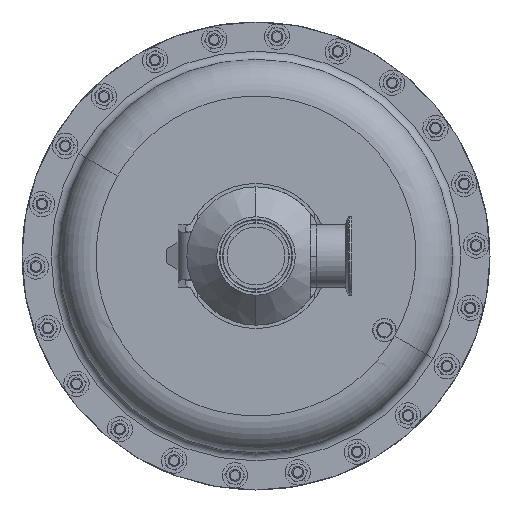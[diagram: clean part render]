
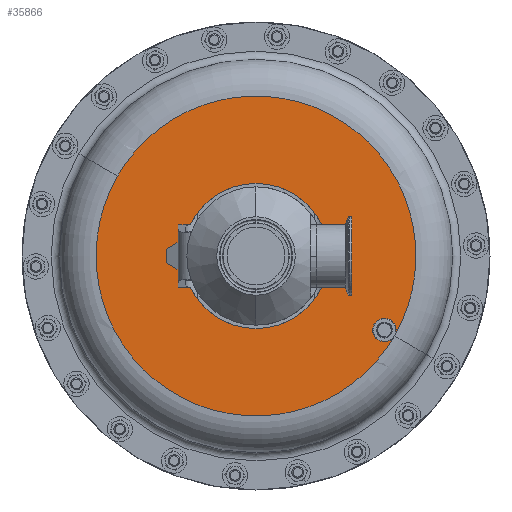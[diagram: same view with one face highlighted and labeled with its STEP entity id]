
A CAD part, front view. The second image highlights one B-rep face of the part: STEP entity #35866.
In plain terms, the highlighted planar face has unit normal (0, -1, 0).
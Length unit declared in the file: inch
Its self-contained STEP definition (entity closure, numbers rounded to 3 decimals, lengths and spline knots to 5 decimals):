
#1782 = CIRCLE ( 'NONE', #26188, 2.325 ) ;
#2511 = AXIS2_PLACEMENT_3D ( 'NONE', #29661, #7247, #45023 ) ;
#2856 = DIRECTION ( 'NONE',  ( 0.866, 0., -0.5 ) ) ;
#3336 = DIRECTION ( 'NONE',  ( 0., -1., 0. ) ) ;
#4391 = EDGE_CURVE ( 'NONE', #40145, #31243, #30011, .T. ) ;
#4698 = ORIENTED_EDGE ( 'NONE', *, *, #42376, .F. ) ;
#5496 = AXIS2_PLACEMENT_3D ( 'NONE', #47308, #17703, #21448 ) ;
#6816 = CARTESIAN_POINT ( 'NONE',  ( 4.13428, 9.66, -2.74943 ) ) ;
#6851 = CIRCLE ( 'NONE', #29308, 5.125 ) ;
#7247 = DIRECTION ( 'NONE',  ( 0., -1., 0. ) ) ;
#8072 = VERTEX_POINT ( 'NONE', #30010 ) ;
#8662 = EDGE_CURVE ( 'NONE', #31243, #12939, #14510, .T. ) ;
#10392 = ORIENTED_EDGE ( 'NONE', *, *, #4391, .T. ) ;
#10604 = EDGE_LOOP ( 'NONE', ( #23176, #27270, #47408, #10392, #32487 ) ) ;
#12923 = DIRECTION ( 'NONE',  ( 0., 1., 0. ) ) ;
#12939 = VERTEX_POINT ( 'NONE', #6816 ) ;
#13238 = PLANE ( 'NONE',  #38055 ) ;
#13725 = DIRECTION ( 'NONE',  ( 0., -1., 0. ) ) ;
#14277 = CARTESIAN_POINT ( 'NONE',  ( 4.11362, 9.66, -2.375 ) ) ;
#14313 = FACE_BOUND ( 'NONE', #45639, .T. ) ;
#14510 = CIRCLE ( 'NONE', #37291, 0.375 ) ;
#15025 = ORIENTED_EDGE ( 'NONE', *, *, #40284, .F. ) ;
#15745 = CIRCLE ( 'NONE', #2511, 2.325 ) ;
#17233 = EDGE_CURVE ( 'NONE', #31243, #17358, #6851, .T. ) ;
#17358 = VERTEX_POINT ( 'NONE', #21051 ) ;
#17439 = CARTESIAN_POINT ( 'NONE',  ( 4.09296, 9.66, -2.00057 ) ) ;
#17445 = EDGE_CURVE ( 'NONE', #17358, #31243, #28449, .T. ) ;
#17618 = DIRECTION ( 'NONE',  ( 0., 0., -1. ) ) ;
#17703 = DIRECTION ( 'NONE',  ( 0., 1., 0. ) ) ;
#18284 = CARTESIAN_POINT ( 'NONE',  ( 4.11362, 9.66, -2.375 ) ) ;
#21051 = CARTESIAN_POINT ( 'NONE',  ( -4.43838, 9.66, 2.5625 ) ) ;
#21448 = DIRECTION ( 'NONE',  ( 0.055, 0., -0.998 ) ) ;
#21673 = CARTESIAN_POINT ( 'NONE',  ( 0., 9.66, 0. ) ) ;
#23176 = ORIENTED_EDGE ( 'NONE', *, *, #17233, .F. ) ;
#23592 = AXIS2_PLACEMENT_3D ( 'NONE', #14277, #43861, #28821 ) ;
#24913 = CARTESIAN_POINT ( 'NONE',  ( 4.43838, 9.66, -2.5625 ) ) ;
#26188 = AXIS2_PLACEMENT_3D ( 'NONE', #44089, #3336, #17618 ) ;
#27270 = ORIENTED_EDGE ( 'NONE', *, *, #8662, .T. ) ;
#28449 = CIRCLE ( 'NONE', #36831, 5.125 ) ;
#28758 = CIRCLE ( 'NONE', #23592, 0.375 ) ;
#28821 = DIRECTION ( 'NONE',  ( 0.055, 0., -0.998 ) ) ;
#29308 = AXIS2_PLACEMENT_3D ( 'NONE', #35298, #12923, #42821 ) ;
#29362 = DIRECTION ( 'NONE',  ( 0., 1., 0. ) ) ;
#29539 = DIRECTION ( 'NONE',  ( 0.055, 0., -0.998 ) ) ;
#29661 = CARTESIAN_POINT ( 'NONE',  ( 0., 9.66, 0. ) ) ;
#30010 = CARTESIAN_POINT ( 'NONE',  ( 0., 9.66, 2.325 ) ) ;
#30011 = CIRCLE ( 'NONE', #5496, 0.375 ) ;
#31243 = VERTEX_POINT ( 'NONE', #24913 ) ;
#32487 = ORIENTED_EDGE ( 'NONE', *, *, #17445, .F. ) ;
#33815 = EDGE_CURVE ( 'NONE', #12939, #40145, #28758, .T. ) ;
#35298 = CARTESIAN_POINT ( 'NONE',  ( 0., 9.66, 0. ) ) ;
#35866 = ADVANCED_FACE ( 'NONE', ( #14313, #42976 ), #13238, .T. ) ;
#36831 = AXIS2_PLACEMENT_3D ( 'NONE', #21673, #29362, #2856 ) ;
#37291 = AXIS2_PLACEMENT_3D ( 'NONE', #18284, #43959, #29539 ) ;
#38055 = AXIS2_PLACEMENT_3D ( 'NONE', #47373, #13725, #47218 ) ;
#40145 = VERTEX_POINT ( 'NONE', #17439 ) ;
#40284 = EDGE_CURVE ( 'NONE', #48416, #8072, #15745, .T. ) ;
#40842 = CARTESIAN_POINT ( 'NONE',  ( 0., 9.66, -2.325 ) ) ;
#42376 = EDGE_CURVE ( 'NONE', #8072, #48416, #1782, .T. ) ;
#42821 = DIRECTION ( 'NONE',  ( 0.866, 0., -0.5 ) ) ;
#42976 = FACE_OUTER_BOUND ( 'NONE', #10604, .T. ) ;
#43861 = DIRECTION ( 'NONE',  ( 0., 1., 0. ) ) ;
#43959 = DIRECTION ( 'NONE',  ( 0., 1., 0. ) ) ;
#44089 = CARTESIAN_POINT ( 'NONE',  ( 0., 9.66, 0. ) ) ;
#45023 = DIRECTION ( 'NONE',  ( 0., 0., -1. ) ) ;
#45639 = EDGE_LOOP ( 'NONE', ( #15025, #4698 ) ) ;
#47218 = DIRECTION ( 'NONE',  ( -0.866, 0., 0.5 ) ) ;
#47308 = CARTESIAN_POINT ( 'NONE',  ( 4.11362, 9.66, -2.375 ) ) ;
#47373 = CARTESIAN_POINT ( 'NONE',  ( -2.5625, 9.66, -4.43838 ) ) ;
#47408 = ORIENTED_EDGE ( 'NONE', *, *, #33815, .T. ) ;
#48416 = VERTEX_POINT ( 'NONE', #40842 ) ;
